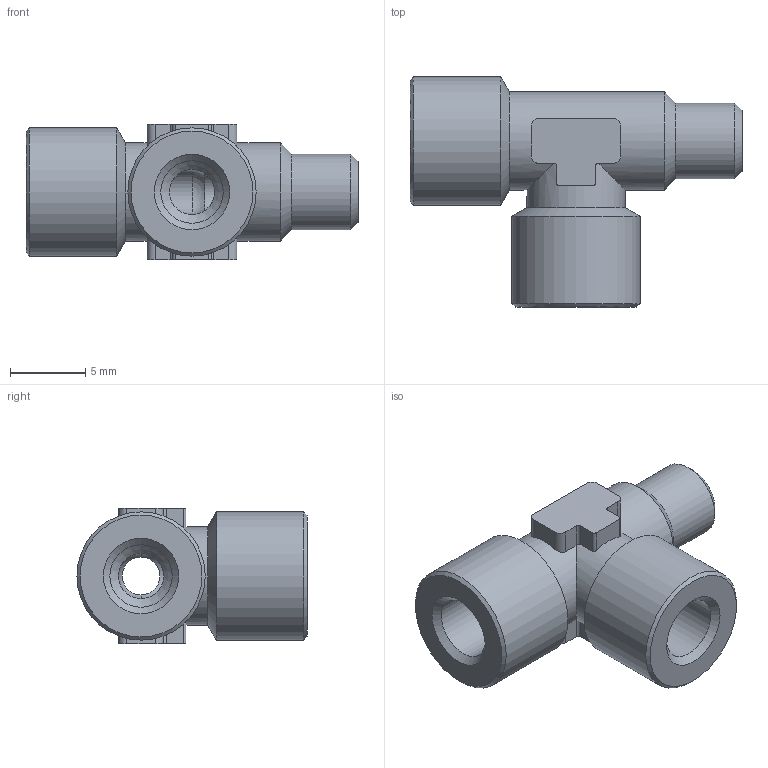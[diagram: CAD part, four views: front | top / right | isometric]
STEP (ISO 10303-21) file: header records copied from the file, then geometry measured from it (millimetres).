
FILE_DESCRIPTION(/* description */ ('STEP AP214'),/* implementation_level */ '2;1');
FILE_NAME(/* name */ '8030245_NPFC-T-3M5-FMF',/* time_stamp */ '2024-09-10T16:45:04+02:00',/* author */ ('License CC BY-ND 4.0'),/* organization */ ('CADENAS'),/* preprocessor_version */ 'ST-DEVELOPER v19.3',/* originating_system */ 'PARTsolutions',/* authorisation */ ' ');
FILE_SCHEMA (('AUTOMOTIVE_DESIGN {1 0 10303 214 3 1 1}'));
Length unit declared in the file: millimetre
Products named in the file (1): 8030245 NPFC-T-3M5-FMF
Bounding box: 22 x 15.25 x 9 mm (x, y, z)
Volume: 1007 mm3; surface area: 1144.4 mm2
Topology: 1 solids, 1 shells, 59 faces, 158 edges, 99 vertices
Faces by surface type: cylinder 26, plane 21, cone 11, sphere 1
Full cylindrical faces by diameter (mm): 2.5 x1, 3 x2, 4.134 x2, 5 x1, 6.5 x2, 8.5 x2
Entity records: 1737 total; most frequent: CARTESIAN_POINT 342, DIRECTION 288, ORIENTED_EDGE 260, EDGE_CURVE 130, AXIS2_PLACEMENT_3D 115, VERTEX_POINT 94, EDGE_LOOP 84, FACE_BOUND 84
